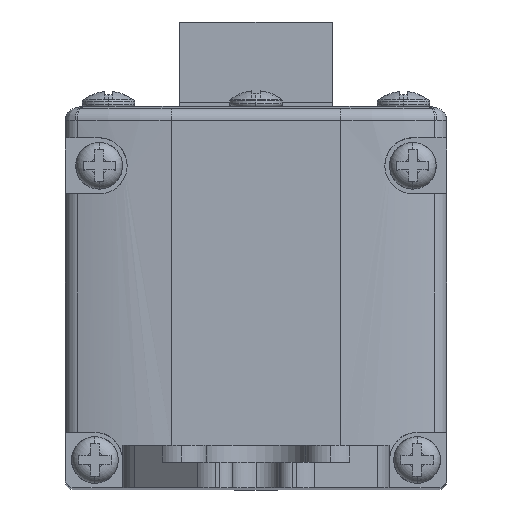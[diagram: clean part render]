
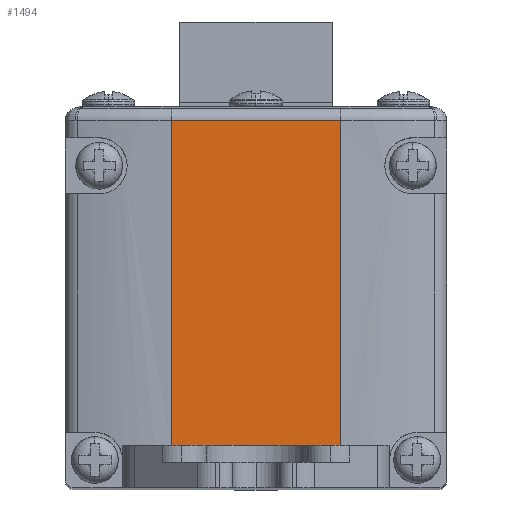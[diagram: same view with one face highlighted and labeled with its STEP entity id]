
A CAD part, top view. The second image highlights one B-rep face of the part: STEP entity #1494.
In plain terms, the highlighted planar face has unit normal (0, 0, 1).
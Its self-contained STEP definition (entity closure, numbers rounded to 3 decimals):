
#961 = VERTEX_POINT ( 'NONE', #6154 ) ;
#982 = VERTEX_POINT ( 'NONE', #6184 ) ;
#989 = VERTEX_POINT ( 'NONE', #6191 ) ;
#1494 = ADVANCED_FACE ( 'NONE', ( #7107 ), #7108, .T. ) ;
#3111 = ORIENTED_EDGE ( 'NONE', *, *, #22229, .T. ) ;
#3199 = ORIENTED_EDGE ( 'NONE', *, *, #13276, .F. ) ;
#3202 = ORIENTED_EDGE ( 'NONE', *, *, #4570, .T. ) ;
#3243 = ORIENTED_EDGE ( 'NONE', *, *, #4582, .T. ) ;
#3441 = EDGE_LOOP ( 'NONE', ( #3199, #3111, #3202, #3243 ) ) ;
#3951 = VERTEX_POINT ( 'NONE', #7722 ) ;
#4570 = EDGE_CURVE ( 'NONE', #989, #961, #9062, .T. ) ;
#4582 = EDGE_CURVE ( 'NONE', #961, #982, #9098, .T. ) ;
#6154 = CARTESIAN_POINT ( 'NONE',  ( 10., 43.349, 63. ) ) ;
#6184 = CARTESIAN_POINT ( 'NONE',  ( -10., 43.349, 63. ) ) ;
#6191 = CARTESIAN_POINT ( 'NONE',  ( 10., 5., 63. ) ) ;
#7094 = DIRECTION ( 'NONE',  ( 0., 0., 1. ) ) ;
#7106 = CARTESIAN_POINT ( 'NONE',  ( 22.5, 45., 63. ) ) ;
#7107 = FACE_OUTER_BOUND ( 'NONE', #3441, .T. ) ;
#7108 = PLANE ( 'NONE',  #19868 ) ;
#7110 = DIRECTION ( 'NONE',  ( 1., 0., 0. ) ) ;
#7722 = CARTESIAN_POINT ( 'NONE',  ( -10., 5., 63. ) ) ;
#9057 = CARTESIAN_POINT ( 'NONE',  ( 10., 0., 63. ) ) ;
#9062 = LINE ( 'NONE', #9057, #18510 ) ;
#9067 = DIRECTION ( 'NONE',  ( 0., 1., 0. ) ) ;
#9098 = LINE ( 'NONE', #9103, #19876 ) ;
#9103 = CARTESIAN_POINT ( 'NONE',  ( 22.5, 43.349, 63. ) ) ;
#9104 = DIRECTION ( 'NONE',  ( -1., 0., 0. ) ) ;
#13276 = EDGE_CURVE ( 'NONE', #3951, #982, #17004, .T. ) ;
#15553 = VECTOR ( 'NONE', #17006, 1000. ) ;
#17004 = LINE ( 'NONE', #17005, #15553 ) ;
#17005 = CARTESIAN_POINT ( 'NONE',  ( -10., 0., 63. ) ) ;
#17006 = DIRECTION ( 'NONE',  ( 0., 1., 0. ) ) ;
#18510 = VECTOR ( 'NONE', #9067, 1000. ) ;
#19186 = CARTESIAN_POINT ( 'NONE',  ( 22.5, 5., 63. ) ) ;
#19187 = LINE ( 'NONE', #19186, #19511 ) ;
#19202 = DIRECTION ( 'NONE',  ( 1., 0., 0. ) ) ;
#19511 = VECTOR ( 'NONE', #19202, 1000. ) ;
#19868 = AXIS2_PLACEMENT_3D ( 'NONE', #7106, #7094, #7110 ) ;
#19876 = VECTOR ( 'NONE', #9104, 1000. ) ;
#22229 = EDGE_CURVE ( 'NONE', #3951, #989, #19187, .T. ) ;
